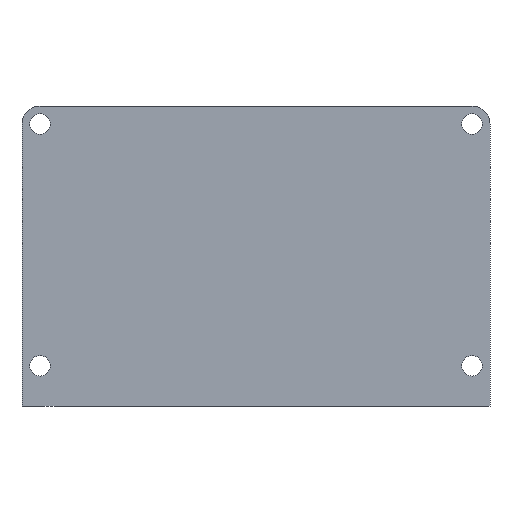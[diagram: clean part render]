
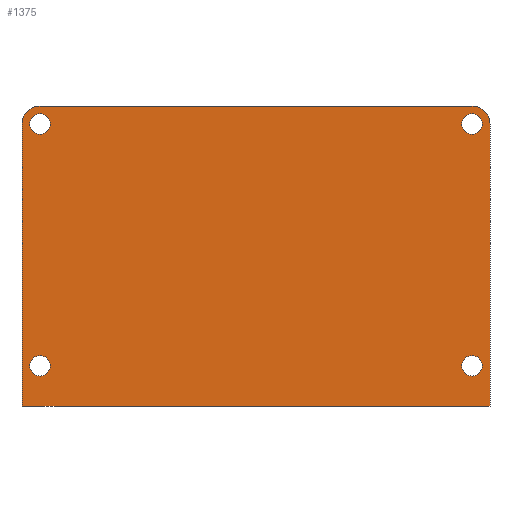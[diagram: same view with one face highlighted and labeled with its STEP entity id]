
A CAD part, front view. The second image highlights one B-rep face of the part: STEP entity #1375.
In plain terms, the highlighted planar face has unit normal (0, -1, 0).
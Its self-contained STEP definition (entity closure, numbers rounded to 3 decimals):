
#47=FACE_BOUND('',#141,.T.);
#48=FACE_BOUND('',#142,.T.);
#49=FACE_BOUND('',#143,.T.);
#50=FACE_BOUND('',#144,.T.);
#63=FACE_OUTER_BOUND('',#140,.T.);
#140=EDGE_LOOP('',(#916,#917,#918,#919,#920,#921));
#141=EDGE_LOOP('',(#922));
#142=EDGE_LOOP('',(#923));
#143=EDGE_LOOP('',(#924));
#144=EDGE_LOOP('',(#925));
#233=CIRCLE('',#1467,3.);
#234=CIRCLE('',#1468,3.);
#235=CIRCLE('',#1469,1.7);
#236=CIRCLE('',#1470,1.7);
#237=CIRCLE('',#1471,1.7);
#238=CIRCLE('',#1472,1.7);
#277=LINE('',#2010,#428);
#278=LINE('',#2014,#429);
#279=LINE('',#2016,#430);
#280=LINE('',#2018,#431);
#428=VECTOR('',#1599,10.);
#429=VECTOR('',#1602,10.);
#430=VECTOR('',#1603,10.);
#431=VECTOR('',#1604,10.);
#579=VERTEX_POINT('',#2008);
#580=VERTEX_POINT('',#2009);
#581=VERTEX_POINT('',#2011);
#582=VERTEX_POINT('',#2013);
#583=VERTEX_POINT('',#2015);
#584=VERTEX_POINT('',#2017);
#585=VERTEX_POINT('',#2020);
#586=VERTEX_POINT('',#2022);
#587=VERTEX_POINT('',#2024);
#588=VERTEX_POINT('',#2026);
#713=EDGE_CURVE('',#579,#580,#277,.T.);
#714=EDGE_CURVE('',#581,#579,#233,.T.);
#715=EDGE_CURVE('',#582,#581,#278,.T.);
#716=EDGE_CURVE('',#583,#582,#279,.T.);
#717=EDGE_CURVE('',#584,#583,#280,.T.);
#718=EDGE_CURVE('',#580,#584,#234,.T.);
#719=EDGE_CURVE('',#585,#585,#235,.T.);
#720=EDGE_CURVE('',#586,#586,#236,.T.);
#721=EDGE_CURVE('',#587,#587,#237,.T.);
#722=EDGE_CURVE('',#588,#588,#238,.T.);
#916=ORIENTED_EDGE('',*,*,#713,.F.);
#917=ORIENTED_EDGE('',*,*,#714,.F.);
#918=ORIENTED_EDGE('',*,*,#715,.F.);
#919=ORIENTED_EDGE('',*,*,#716,.F.);
#920=ORIENTED_EDGE('',*,*,#717,.F.);
#921=ORIENTED_EDGE('',*,*,#718,.F.);
#922=ORIENTED_EDGE('',*,*,#719,.F.);
#923=ORIENTED_EDGE('',*,*,#720,.F.);
#924=ORIENTED_EDGE('',*,*,#721,.F.);
#925=ORIENTED_EDGE('',*,*,#722,.F.);
#1322=PLANE('',#1466);
#1375=ADVANCED_FACE('',(#63,#47,#48,#49,#50),#1322,.F.);
#1466=AXIS2_PLACEMENT_3D('',#2007,#1597,#1598);
#1467=AXIS2_PLACEMENT_3D('',#2012,#1600,#1601);
#1468=AXIS2_PLACEMENT_3D('',#2019,#1605,#1606);
#1469=AXIS2_PLACEMENT_3D('',#2021,#1607,#1608);
#1470=AXIS2_PLACEMENT_3D('',#2023,#1609,#1610);
#1471=AXIS2_PLACEMENT_3D('',#2025,#1611,#1612);
#1472=AXIS2_PLACEMENT_3D('',#2027,#1613,#1614);
#1597=DIRECTION('center_axis',(0.,1.,0.));
#1598=DIRECTION('ref_axis',(1.,0.,0.));
#1599=DIRECTION('',(1.,0.,0.));
#1600=DIRECTION('center_axis',(0.,1.,0.));
#1601=DIRECTION('ref_axis',(1.,0.,0.));
#1602=DIRECTION('',(0.,0.,1.));
#1603=DIRECTION('',(-1.,0.,0.));
#1604=DIRECTION('',(0.,0.,-1.));
#1605=DIRECTION('center_axis',(0.,1.,0.));
#1606=DIRECTION('ref_axis',(1.,0.,0.));
#1607=DIRECTION('center_axis',(0.,-1.,0.));
#1608=DIRECTION('ref_axis',(1.,0.,0.));
#1609=DIRECTION('center_axis',(0.,-1.,0.));
#1610=DIRECTION('ref_axis',(1.,0.,0.));
#1611=DIRECTION('center_axis',(0.,-1.,0.));
#1612=DIRECTION('ref_axis',(1.,0.,0.));
#1613=DIRECTION('center_axis',(0.,-1.,0.));
#1614=DIRECTION('ref_axis',(1.,0.,0.));
#2007=CARTESIAN_POINT('Origin',(0.,0.2,25.));
#2008=CARTESIAN_POINT('',(-36.,0.2,50.));
#2009=CARTESIAN_POINT('',(36.,0.2,50.));
#2010=CARTESIAN_POINT('',(-18.,0.2,50.));
#2011=CARTESIAN_POINT('',(-39.,0.2,47.));
#2012=CARTESIAN_POINT('Origin',(-36.,0.2,47.));
#2013=CARTESIAN_POINT('',(-39.,0.2,0.));
#2014=CARTESIAN_POINT('',(-39.,0.2,12.5));
#2015=CARTESIAN_POINT('',(39.,0.2,0.));
#2016=CARTESIAN_POINT('',(19.5,0.2,0.));
#2017=CARTESIAN_POINT('',(39.,0.2,47.));
#2018=CARTESIAN_POINT('',(39.,0.2,36.));
#2019=CARTESIAN_POINT('Origin',(36.,0.2,47.));
#2020=CARTESIAN_POINT('',(-37.7,0.2,6.7));
#2021=CARTESIAN_POINT('Origin',(-36.,0.2,6.7));
#2022=CARTESIAN_POINT('',(-37.7,0.2,47.));
#2023=CARTESIAN_POINT('Origin',(-36.,0.2,47.));
#2024=CARTESIAN_POINT('',(34.3,0.2,47.));
#2025=CARTESIAN_POINT('Origin',(36.,0.2,47.));
#2026=CARTESIAN_POINT('',(34.3,0.2,6.7));
#2027=CARTESIAN_POINT('Origin',(36.,0.2,6.7));
